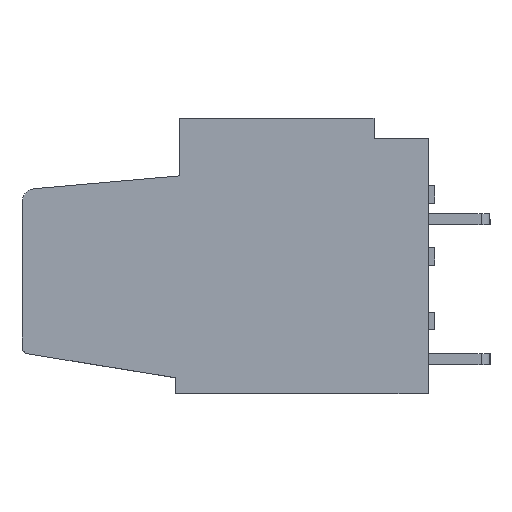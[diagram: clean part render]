
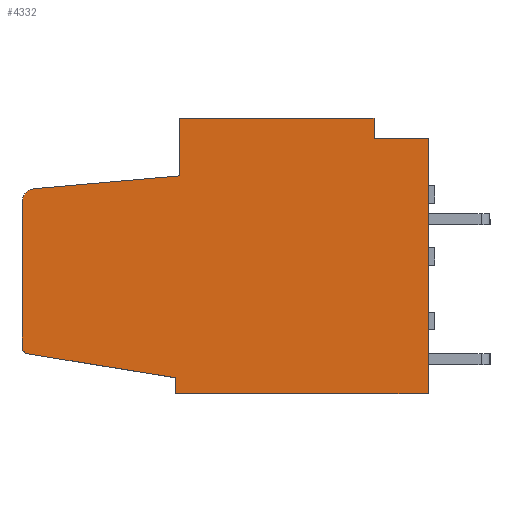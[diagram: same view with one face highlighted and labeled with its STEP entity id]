
A CAD part, left-side view. The second image highlights one B-rep face of the part: STEP entity #4332.
In plain terms, the highlighted planar face has unit normal (-1, 0, 0).
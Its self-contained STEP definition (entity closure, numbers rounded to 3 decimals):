
#117 = CARTESIAN_POINT ( 'NONE',  ( -60.97, 57.63, -14.779 ) ) ;
#367 = EDGE_CURVE ( 'NONE', #6175, #1715, #9028, .T. ) ;
#409 = EDGE_LOOP ( 'NONE', ( #7097, #3250, #3431, #1482, #3135, #6957, #4776, #2474, #1994, #3565, #8686, #5408 ) ) ;
#502 = VECTOR ( 'NONE', #10791, 1000. ) ;
#598 = VERTEX_POINT ( 'NONE', #3002 ) ;
#614 = DIRECTION ( 'NONE',  ( 0., 0., 1. ) ) ;
#709 = EDGE_CURVE ( 'NONE', #7596, #9846, #1845, .T. ) ;
#794 = VERTEX_POINT ( 'NONE', #4610 ) ;
#857 = EDGE_CURVE ( 'NONE', #794, #7582, #10203, .T. ) ;
#958 = DIRECTION ( 'NONE',  ( 0., 0., 1. ) ) ;
#1029 = VECTOR ( 'NONE', #1483, 1000. ) ;
#1219 = AXIS2_PLACEMENT_3D ( 'NONE', #1874, #6126, #958 ) ;
#1424 = LINE ( 'NONE', #4625, #10440 ) ;
#1482 = ORIENTED_EDGE ( 'NONE', *, *, #709, .T. ) ;
#1483 = DIRECTION ( 'NONE',  ( 0., 1., 0. ) ) ;
#1715 = VERTEX_POINT ( 'NONE', #117 ) ;
#1747 = EDGE_CURVE ( 'NONE', #7582, #7316, #1424, .T. ) ;
#1756 = DIRECTION ( 'NONE',  ( 0., 0.996, -0.088 ) ) ;
#1845 = LINE ( 'NONE', #3984, #6658 ) ;
#1855 = EDGE_CURVE ( 'NONE', #1715, #7596, #5151, .T. ) ;
#1874 = CARTESIAN_POINT ( 'NONE',  ( -60.97, 58.042, -26.283 ) ) ;
#1994 = ORIENTED_EDGE ( 'NONE', *, *, #8103, .T. ) ;
#2131 = DIRECTION ( 'NONE',  ( 0., 0., 1. ) ) ;
#2212 = VERTEX_POINT ( 'NONE', #7793 ) ;
#2358 = DIRECTION ( 'NONE',  ( 0., 0., -1. ) ) ;
#2474 = ORIENTED_EDGE ( 'NONE', *, *, #4403, .T. ) ;
#2909 = CARTESIAN_POINT ( 'NONE',  ( -60.97, 29.042, -11.142 ) ) ;
#3002 = CARTESIAN_POINT ( 'NONE',  ( -60.97, 47.386, -29.669 ) ) ;
#3135 = ORIENTED_EDGE ( 'NONE', *, *, #7835, .T. ) ;
#3165 = CARTESIAN_POINT ( 'NONE',  ( -60.97, 57.542, -15.775 ) ) ;
#3229 = VECTOR ( 'NONE', #9948, 1000. ) ;
#3250 = ORIENTED_EDGE ( 'NONE', *, *, #367, .T. ) ;
#3332 = DIRECTION ( 'NONE',  ( -1., 0., 0. ) ) ;
#3431 = ORIENTED_EDGE ( 'NONE', *, *, #1855, .T. ) ;
#3565 = ORIENTED_EDGE ( 'NONE', *, *, #857, .T. ) ;
#3984 = CARTESIAN_POINT ( 'NONE',  ( -60.97, 58.542, -15.775 ) ) ;
#4144 = LINE ( 'NONE', #7320, #3229 ) ;
#4145 = PLANE ( 'NONE',  #4484 ) ;
#4157 = VERTEX_POINT ( 'NONE', #9743 ) ;
#4332 = ADVANCED_FACE ( 'NONE', ( #9910 ), #4145, .T. ) ;
#4359 = VECTOR ( 'NONE', #9170, 1000. ) ;
#4403 = EDGE_CURVE ( 'NONE', #598, #4157, #10720, .T. ) ;
#4484 = AXIS2_PLACEMENT_3D ( 'NONE', #6679, #3332, #4925 ) ;
#4593 = AXIS2_PLACEMENT_3D ( 'NONE', #3165, #8086, #614 ) ;
#4610 = CARTESIAN_POINT ( 'NONE',  ( -60.97, 29.042, -11.142 ) ) ;
#4625 = CARTESIAN_POINT ( 'NONE',  ( -60.97, 32.969, -11.142 ) ) ;
#4691 = CARTESIAN_POINT ( 'NONE',  ( -60.97, 47.087, -9.669 ) ) ;
#4751 = CARTESIAN_POINT ( 'NONE',  ( -60.97, 32.969, -11.142 ) ) ;
#4776 = ORIENTED_EDGE ( 'NONE', *, *, #9568, .T. ) ;
#4844 = DIRECTION ( 'NONE',  ( 0., -0.987, -0.16 ) ) ;
#4882 = CARTESIAN_POINT ( 'NONE',  ( -60.97, 47.386, -28.515 ) ) ;
#4894 = LINE ( 'NONE', #4882, #502 ) ;
#4925 = DIRECTION ( 'NONE',  ( 0., 0., 1. ) ) ;
#5081 = CARTESIAN_POINT ( 'NONE',  ( -60.97, 47.386, -29.669 ) ) ;
#5151 = CIRCLE ( 'NONE', #4593, 1. ) ;
#5322 = VERTEX_POINT ( 'NONE', #4691 ) ;
#5328 = VECTOR ( 'NONE', #9579, 1000. ) ;
#5408 = ORIENTED_EDGE ( 'NONE', *, *, #5478, .T. ) ;
#5426 = EDGE_CURVE ( 'NONE', #8936, #2212, #10025, .T. ) ;
#5478 = EDGE_CURVE ( 'NONE', #7316, #5322, #6760, .T. ) ;
#5677 = CARTESIAN_POINT ( 'NONE',  ( -60.97, 58.122, -26.777 ) ) ;
#5771 = CARTESIAN_POINT ( 'NONE',  ( -60.97, 58.122, -26.777 ) ) ;
#5882 = LINE ( 'NONE', #7010, #5328 ) ;
#6126 = DIRECTION ( 'NONE',  ( -1., 0., 0. ) ) ;
#6175 = VERTEX_POINT ( 'NONE', #8463 ) ;
#6460 = DIRECTION ( 'NONE',  ( 0., 1., 0. ) ) ;
#6658 = VECTOR ( 'NONE', #2358, 1000. ) ;
#6679 = CARTESIAN_POINT ( 'NONE',  ( -60.97, 57.542, -15.775 ) ) ;
#6760 = LINE ( 'NONE', #7486, #1029 ) ;
#6957 = ORIENTED_EDGE ( 'NONE', *, *, #5426, .T. ) ;
#7010 = CARTESIAN_POINT ( 'NONE',  ( -60.97, 29.042, -29.669 ) ) ;
#7050 = VECTOR ( 'NONE', #1756, 1000. ) ;
#7097 = ORIENTED_EDGE ( 'NONE', *, *, #7625, .T. ) ;
#7136 = CARTESIAN_POINT ( 'NONE',  ( -60.97, 58.542, -15.775 ) ) ;
#7316 = VERTEX_POINT ( 'NONE', #7661 ) ;
#7320 = CARTESIAN_POINT ( 'NONE',  ( -60.97, 47.087, -9.669 ) ) ;
#7486 = CARTESIAN_POINT ( 'NONE',  ( -60.97, 32.969, -9.669 ) ) ;
#7582 = VERTEX_POINT ( 'NONE', #4751 ) ;
#7596 = VERTEX_POINT ( 'NONE', #7136 ) ;
#7625 = EDGE_CURVE ( 'NONE', #5322, #6175, #4144, .T. ) ;
#7661 = CARTESIAN_POINT ( 'NONE',  ( -60.97, 32.969, -9.669 ) ) ;
#7733 = CARTESIAN_POINT ( 'NONE',  ( -60.97, 58.542, -26.283 ) ) ;
#7793 = CARTESIAN_POINT ( 'NONE',  ( -60.97, 47.386, -28.515 ) ) ;
#7805 = VECTOR ( 'NONE', #4844, 1000. ) ;
#7835 = EDGE_CURVE ( 'NONE', #9846, #8936, #8899, .T. ) ;
#8086 = DIRECTION ( 'NONE',  ( -1., 0., 0. ) ) ;
#8103 = EDGE_CURVE ( 'NONE', #4157, #794, #5882, .T. ) ;
#8463 = CARTESIAN_POINT ( 'NONE',  ( -60.97, 47.087, -13.848 ) ) ;
#8686 = ORIENTED_EDGE ( 'NONE', *, *, #1747, .T. ) ;
#8899 = CIRCLE ( 'NONE', #1219, 0.5 ) ;
#8936 = VERTEX_POINT ( 'NONE', #5677 ) ;
#9028 = LINE ( 'NONE', #10353, #7050 ) ;
#9170 = DIRECTION ( 'NONE',  ( 0., -1., 0. ) ) ;
#9568 = EDGE_CURVE ( 'NONE', #2212, #598, #4894, .T. ) ;
#9579 = DIRECTION ( 'NONE',  ( 0., 0., 1. ) ) ;
#9743 = CARTESIAN_POINT ( 'NONE',  ( -60.97, 29.042, -29.669 ) ) ;
#9790 = VECTOR ( 'NONE', #6460, 1000. ) ;
#9846 = VERTEX_POINT ( 'NONE', #7733 ) ;
#9910 = FACE_OUTER_BOUND ( 'NONE', #409, .T. ) ;
#9948 = DIRECTION ( 'NONE',  ( 0., 0., -1. ) ) ;
#10025 = LINE ( 'NONE', #5771, #7805 ) ;
#10203 = LINE ( 'NONE', #2909, #9790 ) ;
#10353 = CARTESIAN_POINT ( 'NONE',  ( -60.97, 47.087, -13.848 ) ) ;
#10440 = VECTOR ( 'NONE', #2131, 1000. ) ;
#10720 = LINE ( 'NONE', #5081, #4359 ) ;
#10791 = DIRECTION ( 'NONE',  ( 0., 0., -1. ) ) ;
